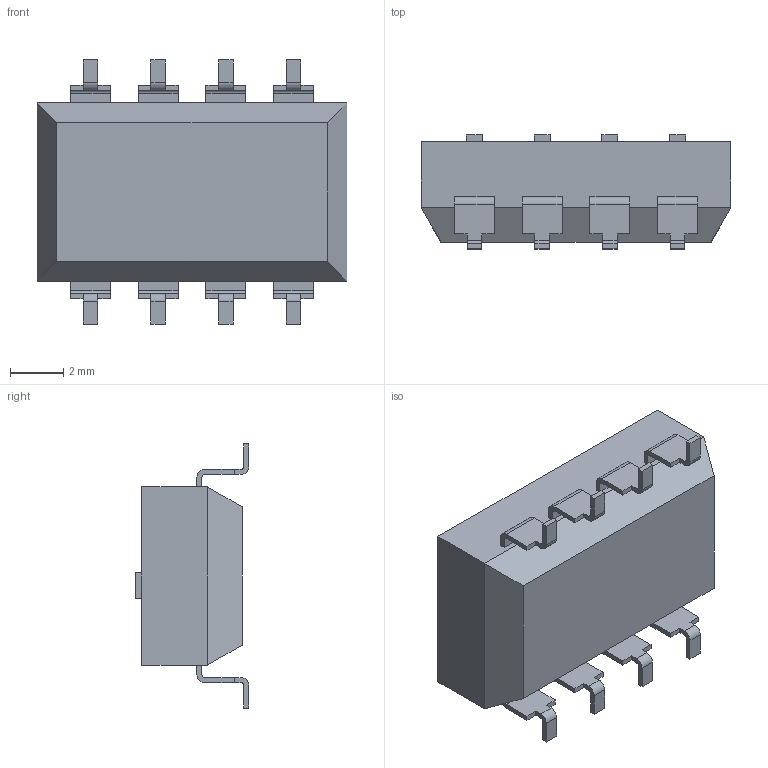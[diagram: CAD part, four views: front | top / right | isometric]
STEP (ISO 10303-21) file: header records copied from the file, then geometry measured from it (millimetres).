
FILE_DESCRIPTION (( 'STEP AP214' ), '1' );
FILE_NAME ('3B1A689D-67C8-44B3-8A73-CECA6852B320.STEP', '2023-11-25T07:22:48', ( '' ), ( '' ), 'SwSTEP 2.0', 'SolidWorks 2022', '' );
FILE_SCHEMA (( 'AUTOMOTIVE_DESIGN' ));
Length unit declared in the file: millimetre
Products named in the file (1): 3B1A689D-67C8-44B3-8A73-CECA6852B320
Bounding box: 11.63 x 4.27 x 9.91 mm (x, y, z)
Volume: 280 mm3; surface area: 349 mm2
Topology: 1 solids, 1 shells, 186 faces, 500 edges, 332 vertices
Faces by surface type: plane 154, cylinder 32
Entity records: 7726 total; most frequent: CARTESIAN_POINT 1019, ORIENTED_EDGE 1000, DIRECTION 938, EDGE_CURVE 500, LINE 436, VECTOR 436, VERTEX_POINT 332, AXIS2_PLACEMENT_3D 251
